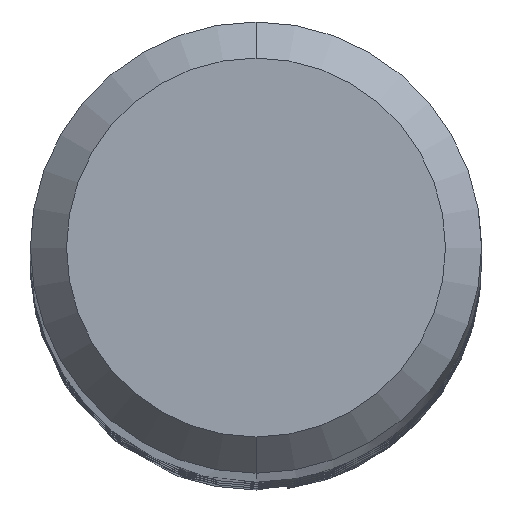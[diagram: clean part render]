
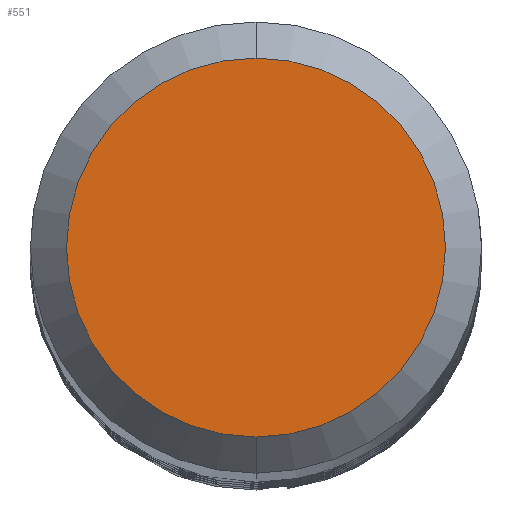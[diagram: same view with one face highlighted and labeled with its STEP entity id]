
A CAD part, top view. The second image highlights one B-rep face of the part: STEP entity #551.
In plain terms, the highlighted planar face has unit normal (0, 0, 1).
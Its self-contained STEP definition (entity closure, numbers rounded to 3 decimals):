
#489=VERTEX_POINT('',#1025);
#539=EDGE_CURVE('',#489,#679,#1082,.T.);
#551=ADVANCED_FACE('',(#1095),#1096,.T.);
#679=VERTEX_POINT('',#1233);
#731=EDGE_CURVE('',#679,#489,#1291,.T.);
#1025=CARTESIAN_POINT('',(0.0,1.05,0.0));
#1082=CIRCLE('',#5997,1.05);
#1095=FACE_OUTER_BOUND('',#6011,.T.);
#1096=PLANE('',#6012);
#1233=CARTESIAN_POINT('',(0.,-1.05,0.0));
#1291=CIRCLE('',#7591,1.05);
#5997=AXIS2_PLACEMENT_3D('',#8981,#8982,#8983);
#6011=EDGE_LOOP('',(#8998,#8999));
#6012=AXIS2_PLACEMENT_3D('',#9000,#9001,#9002);
#7591=AXIS2_PLACEMENT_3D('',#9199,#9200,#9201);
#8981=CARTESIAN_POINT('',(0.0,0.0,0.0));
#8982=DIRECTION('',(0.0,0.0,-1.0));
#8983=DIRECTION('',(0.0,1.0,0.0));
#8998=ORIENTED_EDGE('',*,*,#539,.F.);
#8999=ORIENTED_EDGE('',*,*,#731,.F.);
#9000=CARTESIAN_POINT('',(0.0,0.525,0.0));
#9001=DIRECTION('',(-0.0,0.0,1.0));
#9002=DIRECTION('',(0.0,-1.0,0.0));
#9199=CARTESIAN_POINT('',(0.0,0.0,0.0));
#9200=DIRECTION('',(0.0,0.0,-1.0));
#9201=DIRECTION('',(0.0,1.0,0.0));
